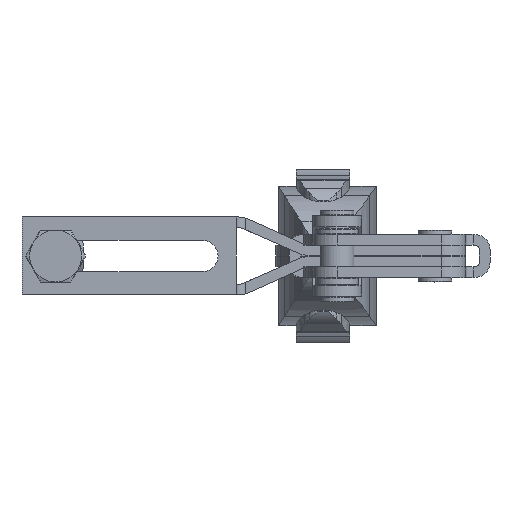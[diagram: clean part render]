
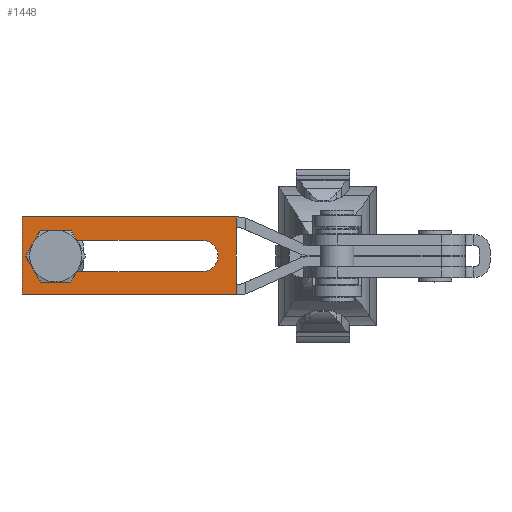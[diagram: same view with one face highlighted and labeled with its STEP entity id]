
A CAD part, front view. The second image highlights one B-rep face of the part: STEP entity #1448.
In plain terms, the highlighted planar face has unit normal (0, -1, 0).
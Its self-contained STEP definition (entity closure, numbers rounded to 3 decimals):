
#1448 = ADVANCED_FACE( '', ( #2836, #2837 ), #2838, .F. );
#2836 = FACE_BOUND( '', #4226, .T. );
#2837 = FACE_OUTER_BOUND( '', #4227, .T. );
#2838 = PLANE( '', #4228 );
#4226 = EDGE_LOOP( '', ( #7456, #7457, #7458, #7459 ) );
#4227 = EDGE_LOOP( '', ( #7460, #7461, #7462, #7463 ) );
#4228 = AXIS2_PLACEMENT_3D( '', #7464, #7465, #7466 );
#7456 = ORIENTED_EDGE( '', *, *, #8720, .T. );
#7457 = ORIENTED_EDGE( '', *, *, #8645, .T. );
#7458 = ORIENTED_EDGE( '', *, *, #9435, .T. );
#7459 = ORIENTED_EDGE( '', *, *, #9450, .T. );
#7460 = ORIENTED_EDGE( '', *, *, #9451, .T. );
#7461 = ORIENTED_EDGE( '', *, *, #8443, .F. );
#7462 = ORIENTED_EDGE( '', *, *, #9256, .F. );
#7463 = ORIENTED_EDGE( '', *, *, #9400, .T. );
#7464 = CARTESIAN_POINT( '', ( -135., -17.5, 12.75 ) );
#7465 = DIRECTION( '', ( 0., 1., 0. ) );
#7466 = DIRECTION( '', ( 0., 0., 1. ) );
#8443 = EDGE_CURVE( '', #10103, #10105, #10106, .T. );
#8645 = EDGE_CURVE( '', #10441, #10439, #10442, .T. );
#8720 = EDGE_CURVE( '', #10560, #10441, #10561, .T. );
#9256 = EDGE_CURVE( '', #11331, #10103, #11333, .T. );
#9400 = EDGE_CURVE( '', #11331, #11503, #11505, .T. );
#9435 = EDGE_CURVE( '', #10439, #11540, #11542, .T. );
#9450 = EDGE_CURVE( '', #11540, #10560, #11559, .T. );
#9451 = EDGE_CURVE( '', #11503, #10105, #11560, .T. );
#10103 = VERTEX_POINT( '', #12534 );
#10105 = VERTEX_POINT( '', #12537 );
#10106 = LINE( '', #12538, #12539 );
#10439 = VERTEX_POINT( '', #13052 );
#10441 = VERTEX_POINT( '', #13055 );
#10442 = LINE( '', #13056, #13057 );
#10560 = VERTEX_POINT( '', #13247 );
#10561 = CIRCLE( '', #13248, 5.1 );
#11331 = VERTEX_POINT( '', #14507 );
#11333 = LINE( '', #14510, #14511 );
#11503 = VERTEX_POINT( '', #14835 );
#11505 = LINE( '', #14838, #14839 );
#11540 = VERTEX_POINT( '', #14905 );
#11542 = CIRCLE( '', #14908, 5.1 );
#11559 = LINE( '', #14929, #14930 );
#11560 = LINE( '', #14931, #14932 );
#12534 = CARTESIAN_POINT( '', ( -65., -17.5, 12.75 ) );
#12537 = CARTESIAN_POINT( '', ( -65., -17.5, -12.75 ) );
#12538 = CARTESIAN_POINT( '', ( -65., -17.5, 12.75 ) );
#12539 = VECTOR( '', #15518, 1000. );
#13052 = CARTESIAN_POINT( '', ( -124., -17.5, -5.1 ) );
#13055 = CARTESIAN_POINT( '', ( -76., -17.5, -5.1 ) );
#13056 = CARTESIAN_POINT( '', ( -76., -17.5, -5.1 ) );
#13057 = VECTOR( '', #15760, 1000. );
#13247 = CARTESIAN_POINT( '', ( -76., -17.5, 5.1 ) );
#13248 = AXIS2_PLACEMENT_3D( '', #15858, #15859, #15860 );
#14507 = CARTESIAN_POINT( '', ( -135., -17.5, 12.75 ) );
#14510 = CARTESIAN_POINT( '', ( -135., -17.5, 12.75 ) );
#14511 = VECTOR( '', #16475, 1000. );
#14835 = CARTESIAN_POINT( '', ( -135., -17.5, -12.75 ) );
#14838 = CARTESIAN_POINT( '', ( -135., -17.5, 12.75 ) );
#14839 = VECTOR( '', #16588, 1000. );
#14905 = CARTESIAN_POINT( '', ( -124., -17.5, 5.1 ) );
#14908 = AXIS2_PLACEMENT_3D( '', #16605, #16606, #16607 );
#14929 = CARTESIAN_POINT( '', ( -124., -17.5, 5.1 ) );
#14930 = VECTOR( '', #16618, 1000. );
#14931 = CARTESIAN_POINT( '', ( -135., -17.5, -12.75 ) );
#14932 = VECTOR( '', #16619, 1000. );
#15518 = DIRECTION( '', ( 0., 0., -1. ) );
#15760 = DIRECTION( '', ( -1., 0., 0. ) );
#15858 = CARTESIAN_POINT( '', ( -76., -17.5, 0. ) );
#15859 = DIRECTION( '', ( 0., 1., 0. ) );
#15860 = DIRECTION( '', ( 1., 0., 0. ) );
#16475 = DIRECTION( '', ( 1., 0., 0. ) );
#16588 = DIRECTION( '', ( 0., 0., -1. ) );
#16605 = CARTESIAN_POINT( '', ( -124., -17.5, 0. ) );
#16606 = DIRECTION( '', ( 0., 1., 0. ) );
#16607 = DIRECTION( '', ( 1., 0., 0. ) );
#16618 = DIRECTION( '', ( 1., 0., 0. ) );
#16619 = DIRECTION( '', ( 1., 0., 0. ) );
